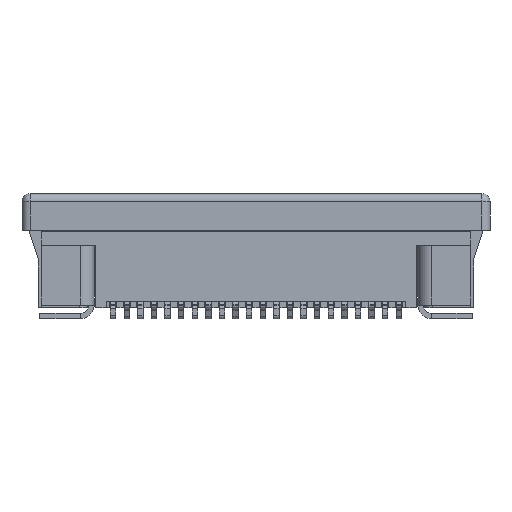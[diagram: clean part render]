
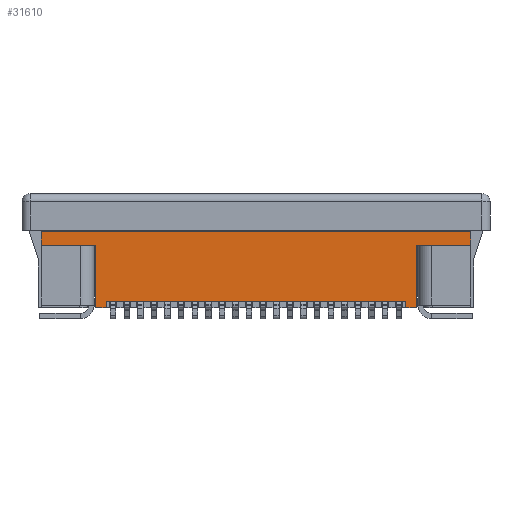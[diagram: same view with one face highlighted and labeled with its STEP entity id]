
A CAD part, front view. The second image highlights one B-rep face of the part: STEP entity #31610.
In plain terms, the highlighted planar face has unit normal (0, -1, 0).
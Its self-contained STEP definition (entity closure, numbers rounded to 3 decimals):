
#31157 = VERTEX_POINT('',#31158);
#31158 = CARTESIAN_POINT('',(-7.9,-1.,
    3.2));
#31164 = EDGE_CURVE('',#31165,#31157,#31167,.T.);
#31165 = VERTEX_POINT('',#31166);
#31166 = CARTESIAN_POINT('',(7.9,-1.,
    3.2));
#31167 = LINE('',#31168,#31169);
#31168 = CARTESIAN_POINT('',(7.9,-1.,
    3.2));
#31169 = VECTOR('',#31170,1.);
#31170 = DIRECTION('',(-1.,0.,0.));
#31457 = VERTEX_POINT('',#31458);
#31458 = CARTESIAN_POINT('',(5.9,-1.,
    2.7));
#31464 = EDGE_CURVE('',#31457,#31465,#31467,.T.);
#31465 = VERTEX_POINT('',#31466);
#31466 = CARTESIAN_POINT('',(5.9,-1.,
    0.4));
#31467 = LINE('',#31468,#31469);
#31468 = CARTESIAN_POINT('',(5.9,-1.,
    2.7));
#31469 = VECTOR('',#31470,1.);
#31470 = DIRECTION('',(0.,0.,-1.));
#31520 = VERTEX_POINT('',#31521);
#31521 = CARTESIAN_POINT('',(7.9,-1.,
    2.7));
#31527 = EDGE_CURVE('',#31520,#31457,#31528,.T.);
#31528 = LINE('',#31529,#31530);
#31529 = CARTESIAN_POINT('',(0.,-1.,
    2.7));
#31530 = VECTOR('',#31531,1.);
#31531 = DIRECTION('',(-1.,0.,0.));
#31610 = ADVANCED_FACE('',(#31611),#31684,.F.);
#31611 = FACE_BOUND('',#31612,.T.);
#31612 = EDGE_LOOP('',(#31613,#31614,#31615,#31621,#31622,#31630,#31638,
    #31646,#31654,#31662,#31670,#31678));
#31613 = ORIENTED_EDGE('',*,*,#31464,.F.);
#31614 = ORIENTED_EDGE('',*,*,#31527,.F.);
#31615 = ORIENTED_EDGE('',*,*,#31616,.F.);
#31616 = EDGE_CURVE('',#31165,#31520,#31617,.T.);
#31617 = LINE('',#31618,#31619);
#31618 = CARTESIAN_POINT('',(7.9,-1.,
    3.2));
#31619 = VECTOR('',#31620,1.);
#31620 = DIRECTION('',(0.,0.,-1.));
#31621 = ORIENTED_EDGE('',*,*,#31164,.T.);
#31622 = ORIENTED_EDGE('',*,*,#31623,.T.);
#31623 = EDGE_CURVE('',#31157,#31624,#31626,.T.);
#31624 = VERTEX_POINT('',#31625);
#31625 = CARTESIAN_POINT('',(-7.9,-1.,
    2.7));
#31626 = LINE('',#31627,#31628);
#31627 = CARTESIAN_POINT('',(-7.9,-1.,
    3.2));
#31628 = VECTOR('',#31629,1.);
#31629 = DIRECTION('',(0.,0.,-1.));
#31630 = ORIENTED_EDGE('',*,*,#31631,.T.);
#31631 = EDGE_CURVE('',#31624,#31632,#31634,.T.);
#31632 = VERTEX_POINT('',#31633);
#31633 = CARTESIAN_POINT('',(-5.9,-1.,
    2.7));
#31634 = LINE('',#31635,#31636);
#31635 = CARTESIAN_POINT('',(0.,-1.,
    2.7));
#31636 = VECTOR('',#31637,1.);
#31637 = DIRECTION('',(1.,0.,0.));
#31638 = ORIENTED_EDGE('',*,*,#31639,.T.);
#31639 = EDGE_CURVE('',#31632,#31640,#31642,.T.);
#31640 = VERTEX_POINT('',#31641);
#31641 = CARTESIAN_POINT('',(-5.9,-1.,
    0.4));
#31642 = LINE('',#31643,#31644);
#31643 = CARTESIAN_POINT('',(-5.9,-1.,
    2.7));
#31644 = VECTOR('',#31645,1.);
#31645 = DIRECTION('',(0.,0.,-1.));
#31646 = ORIENTED_EDGE('',*,*,#31647,.T.);
#31647 = EDGE_CURVE('',#31640,#31648,#31650,.T.);
#31648 = VERTEX_POINT('',#31649);
#31649 = CARTESIAN_POINT('',(-5.5,-1.,
    0.4));
#31650 = LINE('',#31651,#31652);
#31651 = CARTESIAN_POINT('',(-7.9,-1.,
    0.4));
#31652 = VECTOR('',#31653,1.);
#31653 = DIRECTION('',(1.,0.,0.));
#31654 = ORIENTED_EDGE('',*,*,#31655,.F.);
#31655 = EDGE_CURVE('',#31656,#31648,#31658,.T.);
#31656 = VERTEX_POINT('',#31657);
#31657 = CARTESIAN_POINT('',(-5.5,-1.,
    0.65));
#31658 = LINE('',#31659,#31660);
#31659 = CARTESIAN_POINT('',(-5.5,-1.,
    3.2));
#31660 = VECTOR('',#31661,1.);
#31661 = DIRECTION('',(0.,0.,-1.));
#31662 = ORIENTED_EDGE('',*,*,#31663,.F.);
#31663 = EDGE_CURVE('',#31664,#31656,#31666,.T.);
#31664 = VERTEX_POINT('',#31665);
#31665 = CARTESIAN_POINT('',(5.5,-1.,
    0.65));
#31666 = LINE('',#31667,#31668);
#31667 = CARTESIAN_POINT('',(5.5,-1.,
    0.65));
#31668 = VECTOR('',#31669,1.);
#31669 = DIRECTION('',(-1.,0.,0.));
#31670 = ORIENTED_EDGE('',*,*,#31671,.T.);
#31671 = EDGE_CURVE('',#31664,#31672,#31674,.T.);
#31672 = VERTEX_POINT('',#31673);
#31673 = CARTESIAN_POINT('',(5.5,-1.,
    0.4));
#31674 = LINE('',#31675,#31676);
#31675 = CARTESIAN_POINT('',(5.5,-1.,
    3.2));
#31676 = VECTOR('',#31677,1.);
#31677 = DIRECTION('',(0.,0.,-1.));
#31678 = ORIENTED_EDGE('',*,*,#31679,.F.);
#31679 = EDGE_CURVE('',#31465,#31672,#31680,.T.);
#31680 = LINE('',#31681,#31682);
#31681 = CARTESIAN_POINT('',(7.9,-1.,
    0.4));
#31682 = VECTOR('',#31683,1.);
#31683 = DIRECTION('',(-1.,0.,0.));
#31684 = PLANE('',#31685);
#31685 = AXIS2_PLACEMENT_3D('',#31686,#31687,#31688);
#31686 = CARTESIAN_POINT('',(7.9,-1.,
    3.2));
#31687 = DIRECTION('',(0.,1.,0.));
#31688 = DIRECTION('',(0.,0.,-1.));
